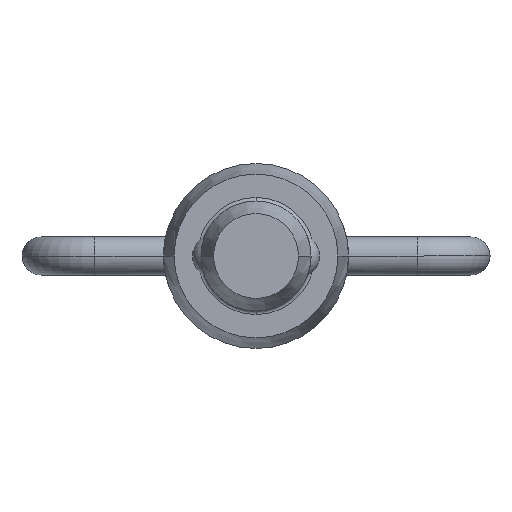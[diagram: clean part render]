
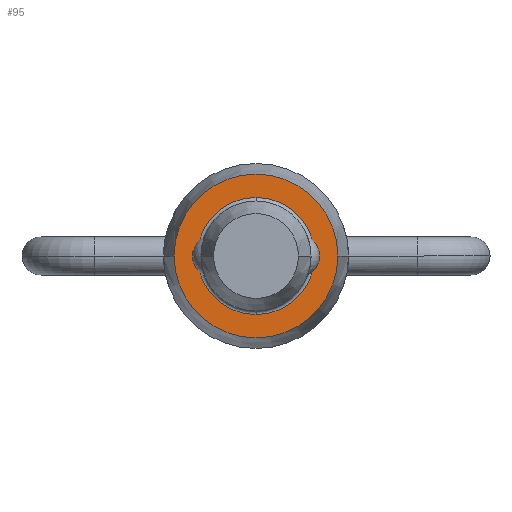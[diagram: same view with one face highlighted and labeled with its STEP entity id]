
A CAD part, front view. The second image highlights one B-rep face of the part: STEP entity #95.
In plain terms, the highlighted planar face has unit normal (0, -1, 0).
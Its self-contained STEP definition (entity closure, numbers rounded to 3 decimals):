
#95=ADVANCED_FACE('',(#210,#211),#212,.T.);
#210=FACE_OUTER_BOUND('',#343,.T.);
#211=FACE_BOUND('',#344,.T.);
#212=PLANE('',#345);
#343=EDGE_LOOP('',(#552,#553));
#344=EDGE_LOOP('',(#554,#555,#556));
#345=AXIS2_PLACEMENT_3D('',#557,#558,#559);
#552=ORIENTED_EDGE('',*,*,#806,.T.);
#553=ORIENTED_EDGE('',*,*,#808,.T.);
#554=ORIENTED_EDGE('',*,*,#828,.T.);
#555=ORIENTED_EDGE('',*,*,#862,.T.);
#556=ORIENTED_EDGE('',*,*,#829,.T.);
#557=CARTESIAN_POINT('',(-4.355,0.0,0.0));
#558=DIRECTION('',(0.,-1.0,0.0));
#559=DIRECTION('',(1.0,0.,0.0));
#806=EDGE_CURVE('',#958,#960,#962,.T.);
#808=EDGE_CURVE('',#960,#958,#964,.T.);
#828=EDGE_CURVE('',#997,#995,#998,.T.);
#829=EDGE_CURVE('',#999,#997,#1000,.T.);
#862=EDGE_CURVE('',#995,#999,#1050,.T.);
#958=VERTEX_POINT('',#1201);
#960=VERTEX_POINT('',#1204);
#962=CIRCLE('',#1207,4.722);
#964=CIRCLE('',#1209,4.722);
#995=VERTEX_POINT('',#1244);
#997=VERTEX_POINT('',#1246);
#998=CIRCLE('',#1247,3.375);
#999=VERTEX_POINT('',#1248);
#1000=CIRCLE('',#1249,3.375);
#1050=CIRCLE('',#1372,3.375);
#1201=CARTESIAN_POINT('',(-4.722,0.0,0.0));
#1204=CARTESIAN_POINT('',(4.722,0.,0.));
#1207=AXIS2_PLACEMENT_3D('',#1565,#1566,#1567);
#1209=AXIS2_PLACEMENT_3D('',#1568,#1569,#1570);
#1244=CARTESIAN_POINT('',(0.,0.,3.375));
#1246=CARTESIAN_POINT('',(-3.375,0.0,0.0));
#1247=AXIS2_PLACEMENT_3D('',#1608,#1609,#1610);
#1248=CARTESIAN_POINT('',(0.,0.,-3.375));
#1249=AXIS2_PLACEMENT_3D('',#1611,#1612,#1613);
#1372=AXIS2_PLACEMENT_3D('',#1663,#1664,#1665);
#1565=CARTESIAN_POINT('',(0.,0.0,0.));
#1566=DIRECTION('',(0.,-1.0,0.0));
#1567=DIRECTION('',(-1.0,0.,0.0));
#1568=CARTESIAN_POINT('',(0.,0.0,0.));
#1569=DIRECTION('',(0.,-1.0,0.0));
#1570=DIRECTION('',(-1.0,0.,0.0));
#1608=CARTESIAN_POINT('',(0.,0.0,0.0));
#1609=DIRECTION('',(0.,1.0,0.0));
#1610=DIRECTION('',(-1.0,0.,0.0));
#1611=CARTESIAN_POINT('',(0.,0.0,0.0));
#1612=DIRECTION('',(0.,1.0,0.0));
#1613=DIRECTION('',(-1.0,0.,0.0));
#1663=CARTESIAN_POINT('',(0.,0.0,0.0));
#1664=DIRECTION('',(0.,1.0,0.0));
#1665=DIRECTION('',(-1.0,0.,0.0));
